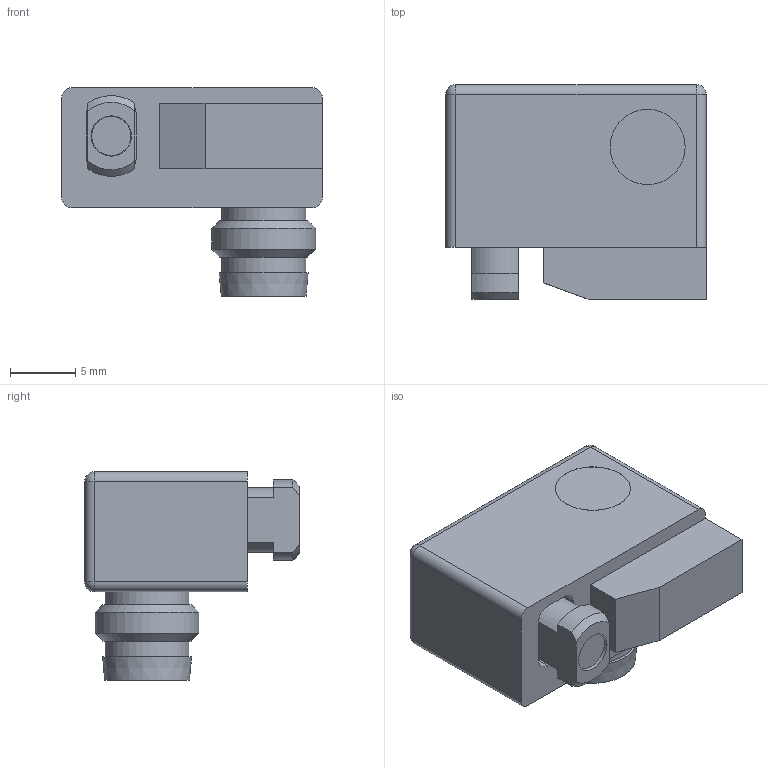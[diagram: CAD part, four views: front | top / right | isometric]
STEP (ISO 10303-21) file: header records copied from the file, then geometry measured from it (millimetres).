
FILE_DESCRIPTION((''),'2;1');
FILE_NAME('MZA79175.stp','2014-05-29T18:32:58',('Administrator'),(''),'Autodesk Inventor 11','Autodesk Inventor 11','');
FILE_SCHEMA(('AUTOMOTIVE_DESIGN { 1 0 10303 214 1 1 1 1 }'));
Length unit declared in the file: millimetre
Products named in the file (1): MZA79175
Bounding box: 20 x 16.5 x 16 mm (x, y, z)
Volume: 2608.4 mm3; surface area: 2292.4 mm2
Topology: 1 solids, 5 shells, 128 faces, 290 edges, 174 vertices
Faces by surface type: plane 61, cylinder 38, cone 21, sphere 4, bspline 3, torus 1
Full cylindrical faces by diameter (mm): 1 x3, 2.887 x1, 3 x3, 3.1 x2, 5.35 x1, 5.7 x2, 5.77 x4, 6.46 x2, 8 x1
Entity records: 3371 total; most frequent: CARTESIAN_POINT 697, DIRECTION 572, ORIENTED_EDGE 476, EDGE_CURVE 238, AXIS2_PLACEMENT_3D 224, EDGE_LOOP 182, VERTEX_POINT 162, FACE_OUTER_BOUND 128
